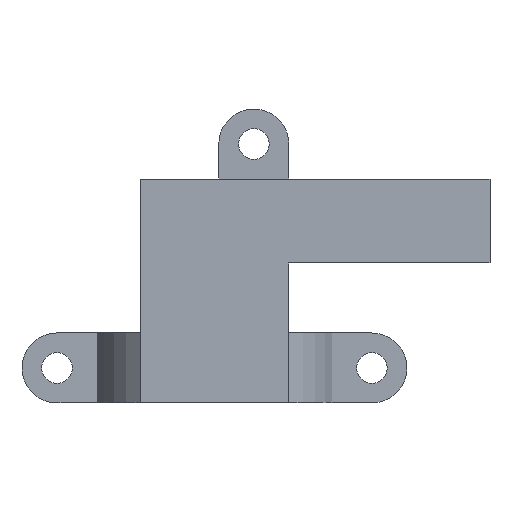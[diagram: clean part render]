
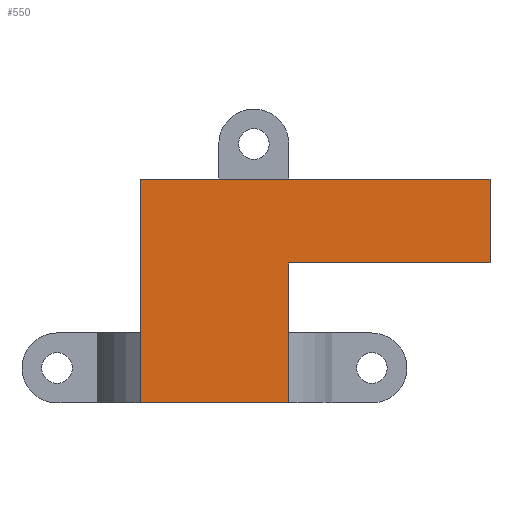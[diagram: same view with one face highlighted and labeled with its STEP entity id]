
A CAD part, left-side view. The second image highlights one B-rep face of the part: STEP entity #550.
In plain terms, the highlighted planar face has unit normal (-1, 0, 0).
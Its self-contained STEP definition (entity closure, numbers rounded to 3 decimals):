
#46=FACE_OUTER_BOUND('',#78,.T.);
#78=EDGE_LOOP('',(#439,#440,#441,#442,#443,#444));
#125=LINE('',#813,#183);
#148=LINE('',#877,#206);
#152=LINE('',#883,#210);
#153=LINE('',#886,#211);
#154=LINE('',#887,#212);
#155=LINE('',#888,#213);
#183=VECTOR('',#655,10.);
#206=VECTOR('',#712,10.);
#210=VECTOR('',#718,10.);
#211=VECTOR('',#721,10.);
#212=VECTOR('',#722,10.);
#213=VECTOR('',#723,10.);
#243=VERTEX_POINT('',#810);
#244=VERTEX_POINT('',#812);
#267=VERTEX_POINT('',#874);
#268=VERTEX_POINT('',#876);
#269=VERTEX_POINT('',#881);
#270=VERTEX_POINT('',#885);
#298=EDGE_CURVE('',#243,#244,#125,.T.);
#330=EDGE_CURVE('',#267,#268,#148,.T.);
#334=EDGE_CURVE('',#268,#269,#152,.T.);
#335=EDGE_CURVE('',#267,#270,#153,.T.);
#336=EDGE_CURVE('',#270,#244,#154,.T.);
#337=EDGE_CURVE('',#269,#243,#155,.T.);
#439=ORIENTED_EDGE('',*,*,#330,.F.);
#440=ORIENTED_EDGE('',*,*,#335,.T.);
#441=ORIENTED_EDGE('',*,*,#336,.T.);
#442=ORIENTED_EDGE('',*,*,#298,.F.);
#443=ORIENTED_EDGE('',*,*,#337,.F.);
#444=ORIENTED_EDGE('',*,*,#334,.F.);
#528=PLANE('',#606);
#550=ADVANCED_FACE('',(#46),#528,.T.);
#606=AXIS2_PLACEMENT_3D('',#884,#719,#720);
#655=DIRECTION('',(0.,1.,0.));
#712=DIRECTION('',(0.,0.,-1.));
#718=DIRECTION('',(0.,1.,0.));
#719=DIRECTION('center_axis',(-1.,0.,0.));
#720=DIRECTION('ref_axis',(0.,0.,1.));
#721=DIRECTION('',(0.,1.,0.));
#722=DIRECTION('',(0.,0.,-1.));
#723=DIRECTION('',(0.,0.,-1.));
#810=CARTESIAN_POINT('',(-15.25,3.,-9.65));
#812=CARTESIAN_POINT('',(-15.25,20.,-9.65));
#813=CARTESIAN_POINT('',(-15.25,20.,-9.65));
#874=CARTESIAN_POINT('',(-15.25,-20.,15.95));
#876=CARTESIAN_POINT('',(-15.25,-20.,6.35));
#877=CARTESIAN_POINT('',(-15.25,-20.,15.95));
#881=CARTESIAN_POINT('',(-15.25,3.,6.35));
#883=CARTESIAN_POINT('',(-15.25,-20.,6.35));
#884=CARTESIAN_POINT('Origin',(-15.25,-20.,6.35));
#885=CARTESIAN_POINT('',(-15.25,20.,15.95));
#886=CARTESIAN_POINT('',(-15.25,-20.,15.95));
#887=CARTESIAN_POINT('',(-15.25,20.,6.35));
#888=CARTESIAN_POINT('',(-15.25,3.,6.35));
